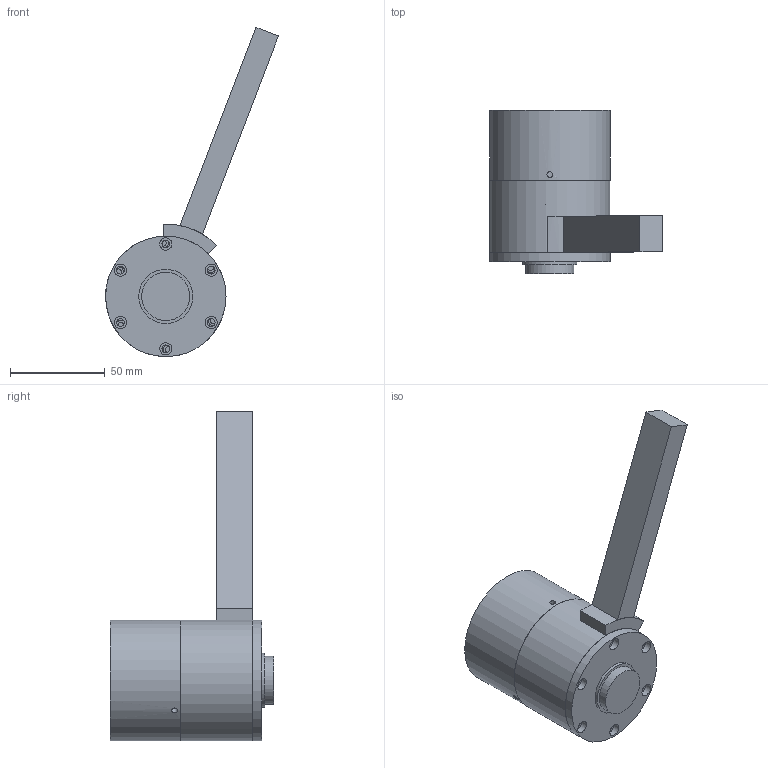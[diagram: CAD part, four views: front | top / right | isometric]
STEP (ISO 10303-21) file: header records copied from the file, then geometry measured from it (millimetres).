
FILE_DESCRIPTION(/* description */ (''),/* implementation_level */ '2;1');
FILE_NAME(/* name */ 'SCAMP To Scale.stp',/* time_stamp */ '2017-11-03T16:25:19-04:00',/* author */ (''),/* organization */ (''),/* preprocessor_version */ 'ST-DEVELOPER v16',/* originating_system */ 'SIEMENS PLM Software NX 10.0',/* authorisation */ '');
FILE_SCHEMA (('AUTOMOTIVE_DESIGN { 1 0 10303 214 3 1 1 1 }'));
Length unit declared in the file: millimetre
Products named in the file (5): End Effector V3; Pitch Motor Housing V2; Motor End Cover; Central Housing; SCAMP To Scale
Assembly tree (4 placements, depth 2):
  SCAMP To Scale
    Central Housing
    Motor End Cover
    Pitch Motor Housing V2
    End Effector V3
Bounding box: 91.1 x 86.04 x 173.54 mm (x, y, z)
Volume: 139552.8 mm3; surface area: 58221.7 mm2
Topology: 4 solids, 4 shells, 172 faces, 388 edges, 264 vertices
Faces by surface type: plane 87, cylinder 85
Full cylindrical faces by diameter (mm): 1.7 x2, 2.383 x12, 2.845 x3, 3.048 x9, 3.454 x6, 3.7 x8, 3.734 x6, 4.064 x6, 5.715 x6, 6.502 x6, 20 x1, 25.4 x1, 28.575 x1, 37.973 x1, 46.99 x3, 49.276 x1, 52.07 x1, 53.975 x1, 63.5 x3
Entity records: 4817 total; most frequent: CARTESIAN_POINT 1035, DIRECTION 826, ORIENTED_EDGE 562, AXIS2_PLACEMENT_3D 374, EDGE_LOOP 340, EDGE_CURVE 281, FACE_BOUND 274, VERTEX_POINT 235
